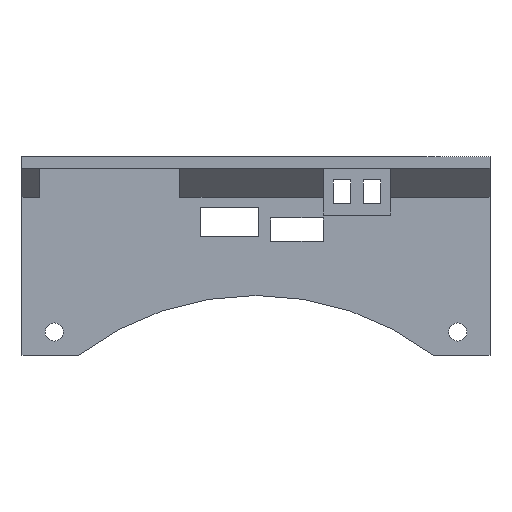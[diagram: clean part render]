
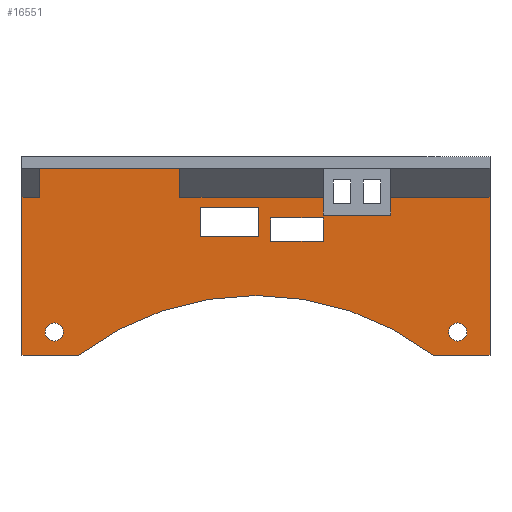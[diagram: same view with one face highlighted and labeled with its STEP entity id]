
A CAD part, front view. The second image highlights one B-rep face of the part: STEP entity #16551.
In plain terms, the highlighted planar face has unit normal (0, -1, 0).
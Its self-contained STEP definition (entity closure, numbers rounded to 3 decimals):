
#2238=FACE_BOUND('',#3475,.T.);
#2239=FACE_BOUND('',#3476,.T.);
#2240=FACE_BOUND('',#3477,.T.);
#2241=FACE_BOUND('',#3478,.T.);
#2316=PLANE('',#17531);
#2524=FACE_OUTER_BOUND('',#3474,.T.);
#3474=EDGE_LOOP('',(#11262,#11263,#11264,#11265,#11266,#11267,#11268,#11269,
#11270,#11271,#11272,#11273,#11274,#11275));
#3475=EDGE_LOOP('',(#11276,#11277));
#3476=EDGE_LOOP('',(#11278,#11279));
#3477=EDGE_LOOP('',(#11280,#11281,#11282,#11283));
#3478=EDGE_LOOP('',(#11284,#11285,#11286,#11287));
#4502=LINE('',#19522,#5654);
#4503=LINE('',#19524,#5655);
#4504=LINE('',#19526,#5656);
#4505=LINE('',#19528,#5657);
#4506=LINE('',#19530,#5658);
#4507=LINE('',#19532,#5659);
#4508=LINE('',#19534,#5660);
#4509=LINE('',#19536,#5661);
#4510=LINE('',#19540,#5662);
#4511=LINE('',#19542,#5663);
#4512=LINE('',#19544,#5664);
#4513=LINE('',#19546,#5665);
#4514=LINE('',#19547,#5666);
#4515=LINE('',#19550,#5667);
#4516=LINE('',#19552,#5668);
#4517=LINE('',#19554,#5669);
#4518=LINE('',#19555,#5670);
#4519=LINE('',#19558,#5671);
#4520=LINE('',#19560,#5672);
#4521=LINE('',#19562,#5673);
#4522=LINE('',#19563,#5674);
#5654=VECTOR('',#17830,1000.);
#5655=VECTOR('',#17831,1000.);
#5656=VECTOR('',#17832,1000.);
#5657=VECTOR('',#17833,1000.);
#5658=VECTOR('',#17834,1000.);
#5659=VECTOR('',#17835,1000.);
#5660=VECTOR('',#17836,1000.);
#5661=VECTOR('',#17837,1000.);
#5662=VECTOR('',#17840,1000.);
#5663=VECTOR('',#17841,1000.);
#5664=VECTOR('',#17842,1000.);
#5665=VECTOR('',#17843,1000.);
#5666=VECTOR('',#17844,1000.);
#5667=VECTOR('',#17845,1000.);
#5668=VECTOR('',#17846,1000.);
#5669=VECTOR('',#17847,1000.);
#5670=VECTOR('',#17848,1000.);
#5671=VECTOR('',#17849,1000.);
#5672=VECTOR('',#17850,1000.);
#5673=VECTOR('',#17851,1000.);
#5674=VECTOR('',#17852,1000.);
#6810=CIRCLE('',#17522,1.55);
#6813=CIRCLE('',#17525,1.55);
#6814=CIRCLE('',#17527,1.55);
#6817=CIRCLE('',#17530,1.55);
#6818=CIRCLE('',#17532,50.25);
#6828=VERTEX_POINT('',#19500);
#6829=VERTEX_POINT('',#19501);
#6832=VERTEX_POINT('',#19510);
#6833=VERTEX_POINT('',#19511);
#6836=VERTEX_POINT('',#19520);
#6837=VERTEX_POINT('',#19521);
#6838=VERTEX_POINT('',#19523);
#6839=VERTEX_POINT('',#19525);
#6840=VERTEX_POINT('',#19527);
#6841=VERTEX_POINT('',#19529);
#6842=VERTEX_POINT('',#19531);
#6843=VERTEX_POINT('',#19533);
#6844=VERTEX_POINT('',#19535);
#6845=VERTEX_POINT('',#19537);
#6846=VERTEX_POINT('',#19539);
#6847=VERTEX_POINT('',#19541);
#6848=VERTEX_POINT('',#19543);
#6849=VERTEX_POINT('',#19545);
#6850=VERTEX_POINT('',#19548);
#6851=VERTEX_POINT('',#19549);
#6852=VERTEX_POINT('',#19551);
#6853=VERTEX_POINT('',#19553);
#6854=VERTEX_POINT('',#19556);
#6855=VERTEX_POINT('',#19557);
#6856=VERTEX_POINT('',#19559);
#6857=VERTEX_POINT('',#19561);
#8596=EDGE_CURVE('',#6828,#6829,#6810,.T.);
#8600=EDGE_CURVE('',#6829,#6828,#6813,.T.);
#8601=EDGE_CURVE('',#6832,#6833,#6814,.T.);
#8605=EDGE_CURVE('',#6833,#6832,#6817,.T.);
#8606=EDGE_CURVE('',#6836,#6837,#4502,.T.);
#8607=EDGE_CURVE('',#6836,#6838,#4503,.T.);
#8608=EDGE_CURVE('',#6838,#6839,#4504,.T.);
#8609=EDGE_CURVE('',#6839,#6840,#4505,.T.);
#8610=EDGE_CURVE('',#6840,#6841,#4506,.T.);
#8611=EDGE_CURVE('',#6841,#6842,#4507,.T.);
#8612=EDGE_CURVE('',#6843,#6842,#4508,.T.);
#8613=EDGE_CURVE('',#6844,#6843,#4509,.T.);
#8614=EDGE_CURVE('',#6845,#6844,#6818,.T.);
#8615=EDGE_CURVE('',#6846,#6845,#4510,.T.);
#8616=EDGE_CURVE('',#6847,#6846,#4511,.T.);
#8617=EDGE_CURVE('',#6847,#6848,#4512,.T.);
#8618=EDGE_CURVE('',#6849,#6848,#4513,.T.);
#8619=EDGE_CURVE('',#6837,#6849,#4514,.T.);
#8620=EDGE_CURVE('',#6850,#6851,#4515,.T.);
#8621=EDGE_CURVE('',#6852,#6850,#4516,.T.);
#8622=EDGE_CURVE('',#6853,#6852,#4517,.T.);
#8623=EDGE_CURVE('',#6851,#6853,#4518,.T.);
#8624=EDGE_CURVE('',#6854,#6855,#4519,.T.);
#8625=EDGE_CURVE('',#6856,#6854,#4520,.T.);
#8626=EDGE_CURVE('',#6857,#6856,#4521,.T.);
#8627=EDGE_CURVE('',#6855,#6857,#4522,.T.);
#11262=ORIENTED_EDGE('',*,*,#8606,.F.);
#11263=ORIENTED_EDGE('',*,*,#8607,.T.);
#11264=ORIENTED_EDGE('',*,*,#8608,.T.);
#11265=ORIENTED_EDGE('',*,*,#8609,.T.);
#11266=ORIENTED_EDGE('',*,*,#8610,.T.);
#11267=ORIENTED_EDGE('',*,*,#8611,.T.);
#11268=ORIENTED_EDGE('',*,*,#8612,.F.);
#11269=ORIENTED_EDGE('',*,*,#8613,.F.);
#11270=ORIENTED_EDGE('',*,*,#8614,.F.);
#11271=ORIENTED_EDGE('',*,*,#8615,.F.);
#11272=ORIENTED_EDGE('',*,*,#8616,.F.);
#11273=ORIENTED_EDGE('',*,*,#8617,.T.);
#11274=ORIENTED_EDGE('',*,*,#8618,.F.);
#11275=ORIENTED_EDGE('',*,*,#8619,.F.);
#11276=ORIENTED_EDGE('',*,*,#8601,.F.);
#11277=ORIENTED_EDGE('',*,*,#8605,.F.);
#11278=ORIENTED_EDGE('',*,*,#8596,.F.);
#11279=ORIENTED_EDGE('',*,*,#8600,.F.);
#11280=ORIENTED_EDGE('',*,*,#8620,.F.);
#11281=ORIENTED_EDGE('',*,*,#8621,.F.);
#11282=ORIENTED_EDGE('',*,*,#8622,.F.);
#11283=ORIENTED_EDGE('',*,*,#8623,.F.);
#11284=ORIENTED_EDGE('',*,*,#8624,.F.);
#11285=ORIENTED_EDGE('',*,*,#8625,.F.);
#11286=ORIENTED_EDGE('',*,*,#8626,.F.);
#11287=ORIENTED_EDGE('',*,*,#8627,.F.);
#16551=ADVANCED_FACE('',(#2524,#2238,#2239,#2240,#2241),#2316,.F.);
#17522=AXIS2_PLACEMENT_3D('',#19502,#17808,#17809);
#17525=AXIS2_PLACEMENT_3D('',#19508,#17815,#17816);
#17527=AXIS2_PLACEMENT_3D('',#19512,#17819,#17820);
#17530=AXIS2_PLACEMENT_3D('',#19518,#17826,#17827);
#17531=AXIS2_PLACEMENT_3D('',#19519,#17828,#17829);
#17532=AXIS2_PLACEMENT_3D('',#19538,#17838,#17839);
#17808=DIRECTION('center_axis',(0.,-1.,0.));
#17809=DIRECTION('ref_axis',(0.,0.,1.));
#17815=DIRECTION('center_axis',(0.,-1.,0.));
#17816=DIRECTION('ref_axis',(0.,0.,1.));
#17819=DIRECTION('center_axis',(0.,-1.,0.));
#17820=DIRECTION('ref_axis',(0.,0.,1.));
#17826=DIRECTION('center_axis',(0.,-1.,0.));
#17827=DIRECTION('ref_axis',(0.,0.,1.));
#17828=DIRECTION('center_axis',(0.,1.,0.));
#17829=DIRECTION('ref_axis',(0.,0.,1.));
#17830=DIRECTION('',(0.,0.,-1.));
#17831=DIRECTION('',(-1.,0.,0.));
#17832=DIRECTION('',(0.,0.,1.));
#17833=DIRECTION('',(-1.,0.,0.));
#17834=DIRECTION('',(0.,0.,-1.));
#17835=DIRECTION('',(-1.,0.,0.));
#17836=DIRECTION('',(0.,0.,1.));
#17837=DIRECTION('',(-1.,0.,0.));
#17838=DIRECTION('center_axis',(0.,-1.,0.));
#17839=DIRECTION('ref_axis',(0.,0.,1.));
#17840=DIRECTION('',(-1.,0.,0.));
#17841=DIRECTION('',(0.,0.,-1.));
#17842=DIRECTION('',(-1.,0.,0.));
#17843=DIRECTION('',(0.,0.,1.));
#17844=DIRECTION('',(1.,0.,0.));
#17845=DIRECTION('',(1.,0.,0.));
#17846=DIRECTION('',(0.,0.,-1.));
#17847=DIRECTION('',(-1.,0.,0.));
#17848=DIRECTION('',(0.,0.,1.));
#17849=DIRECTION('',(1.,0.,0.));
#17850=DIRECTION('',(0.,0.,-1.));
#17851=DIRECTION('',(-1.,0.,0.));
#17852=DIRECTION('',(0.,0.,1.));
#19500=CARTESIAN_POINT('',(34.5,0.,45.55));
#19501=CARTESIAN_POINT('',(34.5,0.,42.45));
#19502=CARTESIAN_POINT('Origin',(34.5,0.,44.));
#19508=CARTESIAN_POINT('Origin',(34.5,0.,44.));
#19510=CARTESIAN_POINT('',(-34.5,0.,45.55));
#19511=CARTESIAN_POINT('',(-34.5,0.,42.45));
#19512=CARTESIAN_POINT('Origin',(-34.5,0.,44.));
#19518=CARTESIAN_POINT('Origin',(-34.5,0.,44.));
#19519=CARTESIAN_POINT('Origin',(0.,0.,0.));
#19520=CARTESIAN_POINT('',(11.5,0.,67.));
#19521=CARTESIAN_POINT('',(11.5,0.,64.));
#19522=CARTESIAN_POINT('',(11.5,0.,72.));
#19523=CARTESIAN_POINT('',(-13.,0.,67.));
#19524=CARTESIAN_POINT('',(-40.,0.,67.));
#19525=CARTESIAN_POINT('',(-13.,0.,72.));
#19526=CARTESIAN_POINT('',(-13.,0.,67.));
#19527=CARTESIAN_POINT('',(-37.,0.,72.));
#19528=CARTESIAN_POINT('',(-37.,0.,72.));
#19529=CARTESIAN_POINT('',(-37.,0.,67.));
#19530=CARTESIAN_POINT('',(-37.,0.,67.));
#19531=CARTESIAN_POINT('',(-40.,0.,67.));
#19532=CARTESIAN_POINT('',(-40.,0.,67.));
#19533=CARTESIAN_POINT('',(-40.,0.,40.));
#19534=CARTESIAN_POINT('',(-40.,0.,72.));
#19535=CARTESIAN_POINT('',(-30.415,0.,40.));
#19536=CARTESIAN_POINT('',(-40.,0.,40.));
#19537=CARTESIAN_POINT('',(30.415,0.,40.));
#19538=CARTESIAN_POINT('Origin',(0.,0.,0.));
#19539=CARTESIAN_POINT('',(40.,0.,40.));
#19540=CARTESIAN_POINT('',(40.,0.,40.));
#19541=CARTESIAN_POINT('',(40.,0.,67.));
#19542=CARTESIAN_POINT('',(40.,0.,72.));
#19543=CARTESIAN_POINT('',(23.,0.,67.));
#19544=CARTESIAN_POINT('',(-40.,0.,67.));
#19545=CARTESIAN_POINT('',(23.,0.,64.));
#19546=CARTESIAN_POINT('',(23.,0.,72.));
#19547=CARTESIAN_POINT('',(11.5,0.,64.));
#19548=CARTESIAN_POINT('',(2.5,0.,59.5));
#19549=CARTESIAN_POINT('',(11.5,0.,59.5));
#19550=CARTESIAN_POINT('',(2.5,0.,59.5));
#19551=CARTESIAN_POINT('',(2.5,0.,63.5));
#19552=CARTESIAN_POINT('',(2.5,0.,59.5));
#19553=CARTESIAN_POINT('',(11.5,0.,63.5));
#19554=CARTESIAN_POINT('',(2.5,0.,63.5));
#19555=CARTESIAN_POINT('',(11.5,0.,59.5));
#19556=CARTESIAN_POINT('',(-9.5,0.,60.25));
#19557=CARTESIAN_POINT('',(0.5,0.,60.25));
#19558=CARTESIAN_POINT('',(-9.5,0.,60.25));
#19559=CARTESIAN_POINT('',(-9.5,0.,65.25));
#19560=CARTESIAN_POINT('',(-9.5,0.,60.25));
#19561=CARTESIAN_POINT('',(0.5,0.,65.25));
#19562=CARTESIAN_POINT('',(-9.5,0.,65.25));
#19563=CARTESIAN_POINT('',(0.5,0.,60.25));
